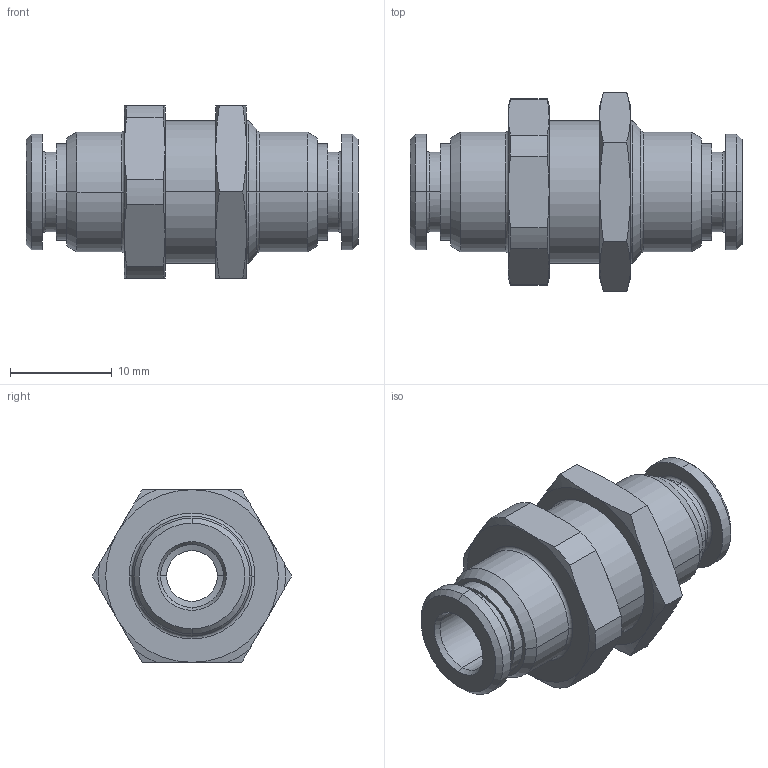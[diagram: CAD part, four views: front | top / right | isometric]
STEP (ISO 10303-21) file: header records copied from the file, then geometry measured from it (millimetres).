
FILE_DESCRIPTION((''),'2;1');
FILE_NAME('mxm.27.04.06',(''),('sopra-pneumatic'),'PRO/ENGINEER BY PARAMETRIC TECHNOLOGY CORPORATION, 2015110','PRO/ENGINEER BY PARAMETRIC TECHNOLOGY CORPORATION, 2015110','');
FILE_SCHEMA(('CONFIG_CONTROL_DESIGN'));
Length unit declared in the file: millimetre
Products named in the file (3): 383435B_959X4-6FF-OUM; 251704_256M-M14X1; 383435B_959X4-6FF_ASM
Assembly tree (2 placements, depth 2):
  383435B_959X4-6FF_ASM
    383435B_959X4-6FF-OUM
    251704_256M-M14X1
Bounding box: 32.7 x 19.63 x 17 mm (x, y, z)
Volume: 3536.7 mm3; surface area: 3193.3 mm2
Topology: 2 solids, 2 shells, 134 faces, 310 edges, 184 vertices
Faces by surface type: cone 54, cylinder 40, plane 28, torus 12
Entity records: 4004 total; most frequent: CARTESIAN_POINT 843, DIRECTION 696, ORIENTED_EDGE 620, EDGE_CURVE 310, AXIS2_PLACEMENT_3D 303, VERTEX_POINT 184, CIRCLE 164, EDGE_LOOP 150
